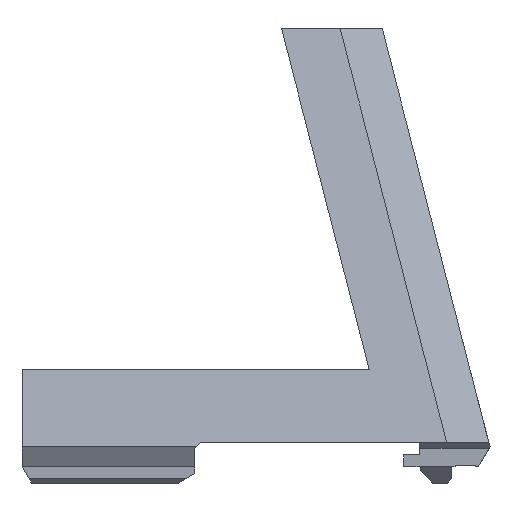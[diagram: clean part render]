
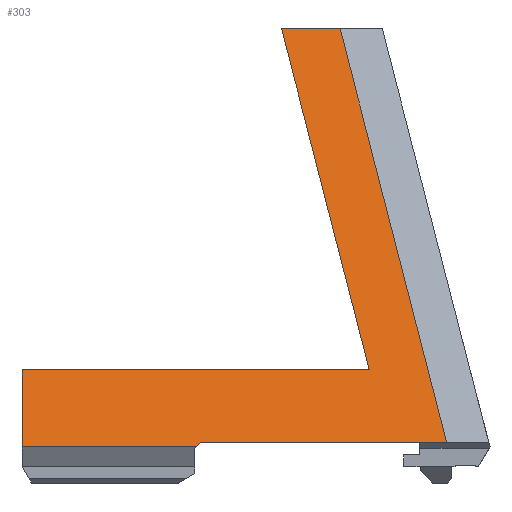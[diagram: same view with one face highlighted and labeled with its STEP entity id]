
A CAD part, left-side view. The second image highlights one B-rep face of the part: STEP entity #303.
In plain terms, the highlighted planar face has unit normal (-0.968, 0, 0.249).
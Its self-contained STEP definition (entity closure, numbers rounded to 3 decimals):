
#7 = CARTESIAN_POINT ( 'NONE',  ( -272.388, -243.734, 107.153 ) ) ;
#179 = DIRECTION ( 'NONE',  ( 0.968, 0., -0.25 ) ) ;
#250 = DIRECTION ( 'NONE',  ( 0.179, -0.696, 0.696 ) ) ;
#303 = ADVANCED_FACE ( 'NONE', ( #426 ), #3425, .F. ) ;
#426 = FACE_OUTER_BOUND ( 'NONE', #449, .T. ) ;
#449 = EDGE_LOOP ( 'NONE', ( #2879, #1920, #1417, #1929, #1535, #1173, #2569, #1317 ) ) ;
#494 = VERTEX_POINT ( 'NONE', #2144 ) ;
#503 = VECTOR ( 'NONE', #3378, 1000. ) ;
#513 = LINE ( 'NONE', #1315, #3027 ) ;
#525 = CARTESIAN_POINT ( 'NONE',  ( -272.388, 0., 107.153 ) ) ;
#536 = CARTESIAN_POINT ( 'NONE',  ( -293.848, -265.195, 23.873 ) ) ;
#735 = VECTOR ( 'NONE', #760, 1000. ) ;
#760 = DIRECTION ( 'NONE',  ( 0., -1., 0. ) ) ;
#797 = LINE ( 'NONE', #2092, #3135 ) ;
#812 = CARTESIAN_POINT ( 'NONE',  ( -298.454, 0., 6. ) ) ;
#898 = EDGE_CURVE ( 'NONE', #494, #1889, #2866, .T. ) ;
#913 = CARTESIAN_POINT ( 'NONE',  ( -294.846, -266.193, 20. ) ) ;
#922 = CARTESIAN_POINT ( 'NONE',  ( -298.752, -222.5, 4.842 ) ) ;
#970 = VECTOR ( 'NONE', #2928, 1000. ) ;
#1008 = EDGE_CURVE ( 'NONE', #2772, #2143, #513, .T. ) ;
#1089 = EDGE_CURVE ( 'NONE', #1613, #3218, #797, .T. ) ;
#1173 = ORIENTED_EDGE ( 'NONE', *, *, #3440, .T. ) ;
#1207 = LINE ( 'NONE', #922, #503 ) ;
#1211 = EDGE_CURVE ( 'NONE', #2842, #2772, #1207, .T. ) ;
#1244 = CARTESIAN_POINT ( 'NONE',  ( -298.752, -222.842, 4.842 ) ) ;
#1315 = CARTESIAN_POINT ( 'NONE',  ( -317.545, -149.914, -68.086 ) ) ;
#1317 = ORIENTED_EDGE ( 'NONE', *, *, #1431, .F. ) ;
#1356 = DIRECTION ( 'NONE',  ( 0., -1., 0. ) ) ;
#1417 = ORIENTED_EDGE ( 'NONE', *, *, #2294, .F. ) ;
#1431 = EDGE_CURVE ( 'NONE', #2494, #1889, #3543, .T. ) ;
#1535 = ORIENTED_EDGE ( 'NONE', *, *, #1008, .T. ) ;
#1613 = VERTEX_POINT ( 'NONE', #3115 ) ;
#1647 = VECTOR ( 'NONE', #3061, 1000. ) ;
#1880 = DIRECTION ( 'NONE',  ( 0., -1., 0. ) ) ;
#1889 = VERTEX_POINT ( 'NONE', #2368 ) ;
#1920 = ORIENTED_EDGE ( 'NONE', *, *, #1089, .F. ) ;
#1929 = ORIENTED_EDGE ( 'NONE', *, *, #1211, .T. ) ;
#1953 = CARTESIAN_POINT ( 'NONE',  ( -298.454, -224., 6. ) ) ;
#2050 = CARTESIAN_POINT ( 'NONE',  ( -265.667, -251.36, 133.234 ) ) ;
#2092 = CARTESIAN_POINT ( 'NONE',  ( -293.848, -180.193, 23.873 ) ) ;
#2143 = VERTEX_POINT ( 'NONE', #1953 ) ;
#2144 = CARTESIAN_POINT ( 'NONE',  ( -298.454, -284.147, 6. ) ) ;
#2227 = LINE ( 'NONE', #2847, #970 ) ;
#2294 = EDGE_CURVE ( 'NONE', #2842, #1613, #2227, .T. ) ;
#2368 = CARTESIAN_POINT ( 'NONE',  ( -272.388, -258.081, 107.153 ) ) ;
#2494 = VERTEX_POINT ( 'NONE', #7 ) ;
#2506 = LINE ( 'NONE', #913, #1647 ) ;
#2558 = AXIS2_PLACEMENT_3D ( 'NONE', #3159, #179, #2596 ) ;
#2569 = ORIENTED_EDGE ( 'NONE', *, *, #898, .T. ) ;
#2596 = DIRECTION ( 'NONE',  ( -0.25, 0., -0.968 ) ) ;
#2692 = VECTOR ( 'NONE', #1356, 1000. ) ;
#2772 = VERTEX_POINT ( 'NONE', #1244 ) ;
#2842 = VERTEX_POINT ( 'NONE', #3504 ) ;
#2847 = CARTESIAN_POINT ( 'NONE',  ( -281.319, -180.193, 72.494 ) ) ;
#2866 = LINE ( 'NONE', #2050, #3346 ) ;
#2879 = ORIENTED_EDGE ( 'NONE', *, *, #3072, .F. ) ;
#2928 = DIRECTION ( 'NONE',  ( 0.25, 0., 0.968 ) ) ;
#3027 = VECTOR ( 'NONE', #250, 1000. ) ;
#3061 = DIRECTION ( 'NONE',  ( 0.242, 0.242, 0.94 ) ) ;
#3072 = EDGE_CURVE ( 'NONE', #3218, #2494, #2506, .T. ) ;
#3115 = CARTESIAN_POINT ( 'NONE',  ( -293.848, -180.193, 23.873 ) ) ;
#3129 = DIRECTION ( 'NONE',  ( 0.242, 0.242, 0.94 ) ) ;
#3135 = VECTOR ( 'NONE', #1880, 1000. ) ;
#3159 = CARTESIAN_POINT ( 'NONE',  ( -281.319, 0., 72.494 ) ) ;
#3218 = VERTEX_POINT ( 'NONE', #536 ) ;
#3346 = VECTOR ( 'NONE', #3129, 1000. ) ;
#3378 = DIRECTION ( 'NONE',  ( 0., -1., 0. ) ) ;
#3425 = PLANE ( 'NONE',  #2558 ) ;
#3440 = EDGE_CURVE ( 'NONE', #2143, #494, #3454, .T. ) ;
#3454 = LINE ( 'NONE', #812, #735 ) ;
#3504 = CARTESIAN_POINT ( 'NONE',  ( -298.752, -180.193, 4.842 ) ) ;
#3543 = LINE ( 'NONE', #525, #2692 ) ;
